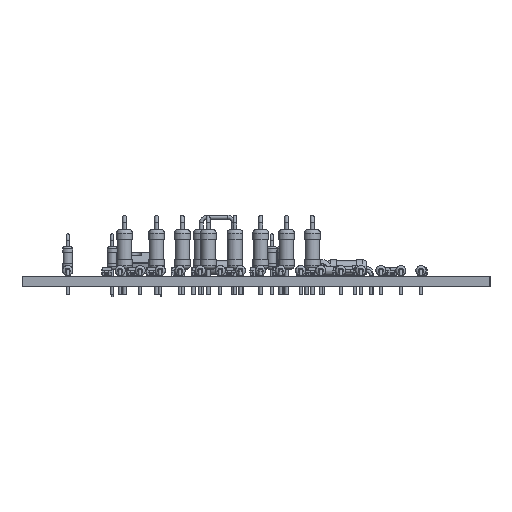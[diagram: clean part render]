
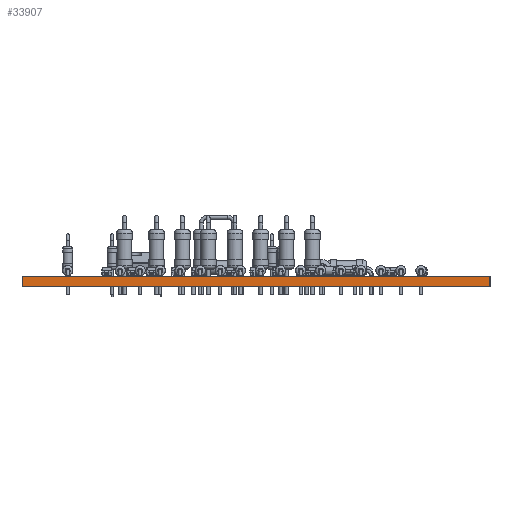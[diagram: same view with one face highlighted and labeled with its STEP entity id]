
A CAD part, left-side view. The second image highlights one B-rep face of the part: STEP entity #33907.
In plain terms, the highlighted planar face has unit normal (-1, -0.001, 0).
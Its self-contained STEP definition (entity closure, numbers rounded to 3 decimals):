
#21732 = PLANE('',#21733);
#21733 = AXIS2_PLACEMENT_3D('',#21734,#21735,#21736);
#21734 = CARTESIAN_POINT('',(77.826,-66.777,0.));
#21735 = DIRECTION('',(0.,1.,-0.));
#21736 = DIRECTION('',(1.,0.,0.));
#21760 = PLANE('',#21761);
#21761 = AXIS2_PLACEMENT_3D('',#21762,#21763,#21764);
#21762 = CARTESIAN_POINT('',(169.11,-103.521,1.6));
#21763 = DIRECTION('',(-0.,-0.,-1.));
#21764 = DIRECTION('',(-1.,0.,0.));
#21814 = PLANE('',#21815);
#21815 = AXIS2_PLACEMENT_3D('',#21816,#21817,#21818);
#21816 = CARTESIAN_POINT('',(169.11,-103.521,0.));
#21817 = DIRECTION('',(-0.,-0.,-1.));
#21818 = DIRECTION('',(-1.,0.,0.));
#21829 = EDGE_CURVE('',#21830,#21832,#21834,.T.);
#21830 = VERTEX_POINT('',#21831);
#21831 = CARTESIAN_POINT('',(77.826,-66.777,0.));
#21832 = VERTEX_POINT('',#21833);
#21833 = CARTESIAN_POINT('',(77.826,-66.777,1.6));
#21834 = SURFACE_CURVE('',#21835,(#21839,#21846),.PCURVE_S1.);
#21835 = LINE('',#21836,#21837);
#21836 = CARTESIAN_POINT('',(77.826,-66.777,0.));
#21837 = VECTOR('',#21838,1.);
#21838 = DIRECTION('',(0.,0.,1.));
#21839 = PCURVE('',#21732,#21840);
#21840 = DEFINITIONAL_REPRESENTATION('',(#21841),#21845);
#21841 = LINE('',#21842,#21843);
#21842 = CARTESIAN_POINT('',(0.,0.));
#21843 = VECTOR('',#21844,1.);
#21844 = DIRECTION('',(0.,-1.));
#21845 = ( GEOMETRIC_REPRESENTATION_CONTEXT(2) 
PARAMETRIC_REPRESENTATION_CONTEXT() REPRESENTATION_CONTEXT('2D SPACE',''
  ) );
#21846 = PCURVE('',#21847,#21852);
#21847 = PLANE('',#21848);
#21848 = AXIS2_PLACEMENT_3D('',#21849,#21850,#21851);
#21849 = CARTESIAN_POINT('',(77.876,-140.259,0.));
#21850 = DIRECTION('',(-1.,-0.001,0.));
#21851 = DIRECTION('',(-0.001,1.,0.));
#21852 = DEFINITIONAL_REPRESENTATION('',(#21853),#21857);
#21853 = LINE('',#21854,#21855);
#21854 = CARTESIAN_POINT('',(73.482,0.));
#21855 = VECTOR('',#21856,1.);
#21856 = DIRECTION('',(0.,-1.));
#21857 = ( GEOMETRIC_REPRESENTATION_CONTEXT(2) 
PARAMETRIC_REPRESENTATION_CONTEXT() REPRESENTATION_CONTEXT('2D SPACE',''
  ) );
#21945 = PLANE('',#21946);
#21946 = AXIS2_PLACEMENT_3D('',#21947,#21948,#21949);
#21947 = CARTESIAN_POINT('',(83.718,-140.284,0.));
#21948 = DIRECTION('',(-0.004,-1.,0.));
#21949 = DIRECTION('',(-1.,0.004,0.));
#21984 = VERTEX_POINT('',#21985);
#21985 = CARTESIAN_POINT('',(77.876,-140.259,0.));
#22006 = EDGE_CURVE('',#21984,#21830,#22007,.T.);
#22007 = SURFACE_CURVE('',#22008,(#22012,#22019),.PCURVE_S1.);
#22008 = LINE('',#22009,#22010);
#22009 = CARTESIAN_POINT('',(77.876,-140.259,0.));
#22010 = VECTOR('',#22011,1.);
#22011 = DIRECTION('',(-0.001,1.,0.));
#22012 = PCURVE('',#21814,#22013);
#22013 = DEFINITIONAL_REPRESENTATION('',(#22014),#22018);
#22014 = LINE('',#22015,#22016);
#22015 = CARTESIAN_POINT('',(91.234,-36.738));
#22016 = VECTOR('',#22017,1.);
#22017 = DIRECTION('',(0.001,1.));
#22018 = ( GEOMETRIC_REPRESENTATION_CONTEXT(2) 
PARAMETRIC_REPRESENTATION_CONTEXT() REPRESENTATION_CONTEXT('2D SPACE',''
  ) );
#22019 = PCURVE('',#21847,#22020);
#22020 = DEFINITIONAL_REPRESENTATION('',(#22021),#22025);
#22021 = LINE('',#22022,#22023);
#22022 = CARTESIAN_POINT('',(0.,0.));
#22023 = VECTOR('',#22024,1.);
#22024 = DIRECTION('',(1.,0.));
#22025 = ( GEOMETRIC_REPRESENTATION_CONTEXT(2) 
PARAMETRIC_REPRESENTATION_CONTEXT() REPRESENTATION_CONTEXT('2D SPACE',''
  ) );
#28404 = VERTEX_POINT('',#28405);
#28405 = CARTESIAN_POINT('',(77.876,-140.259,1.6));
#28426 = EDGE_CURVE('',#28404,#21832,#28427,.T.);
#28427 = SURFACE_CURVE('',#28428,(#28432,#28439),.PCURVE_S1.);
#28428 = LINE('',#28429,#28430);
#28429 = CARTESIAN_POINT('',(77.876,-140.259,1.6));
#28430 = VECTOR('',#28431,1.);
#28431 = DIRECTION('',(-0.001,1.,0.));
#28432 = PCURVE('',#21760,#28433);
#28433 = DEFINITIONAL_REPRESENTATION('',(#28434),#28438);
#28434 = LINE('',#28435,#28436);
#28435 = CARTESIAN_POINT('',(91.234,-36.738));
#28436 = VECTOR('',#28437,1.);
#28437 = DIRECTION('',(0.001,1.));
#28438 = ( GEOMETRIC_REPRESENTATION_CONTEXT(2) 
PARAMETRIC_REPRESENTATION_CONTEXT() REPRESENTATION_CONTEXT('2D SPACE',''
  ) );
#28439 = PCURVE('',#21847,#28440);
#28440 = DEFINITIONAL_REPRESENTATION('',(#28441),#28445);
#28441 = LINE('',#28442,#28443);
#28442 = CARTESIAN_POINT('',(0.,-1.6));
#28443 = VECTOR('',#28444,1.);
#28444 = DIRECTION('',(1.,0.));
#28445 = ( GEOMETRIC_REPRESENTATION_CONTEXT(2) 
PARAMETRIC_REPRESENTATION_CONTEXT() REPRESENTATION_CONTEXT('2D SPACE',''
  ) );
#33907 = ADVANCED_FACE('',(#33908),#21847,.T.);
#33908 = FACE_BOUND('',#33909,.T.);
#33909 = EDGE_LOOP('',(#33910,#33931,#33932,#33933));
#33910 = ORIENTED_EDGE('',*,*,#33911,.T.);
#33911 = EDGE_CURVE('',#21984,#28404,#33912,.T.);
#33912 = SURFACE_CURVE('',#33913,(#33917,#33924),.PCURVE_S1.);
#33913 = LINE('',#33914,#33915);
#33914 = CARTESIAN_POINT('',(77.876,-140.259,0.));
#33915 = VECTOR('',#33916,1.);
#33916 = DIRECTION('',(0.,0.,1.));
#33917 = PCURVE('',#21847,#33918);
#33918 = DEFINITIONAL_REPRESENTATION('',(#33919),#33923);
#33919 = LINE('',#33920,#33921);
#33920 = CARTESIAN_POINT('',(0.,0.));
#33921 = VECTOR('',#33922,1.);
#33922 = DIRECTION('',(0.,-1.));
#33923 = ( GEOMETRIC_REPRESENTATION_CONTEXT(2) 
PARAMETRIC_REPRESENTATION_CONTEXT() REPRESENTATION_CONTEXT('2D SPACE',''
  ) );
#33924 = PCURVE('',#21945,#33925);
#33925 = DEFINITIONAL_REPRESENTATION('',(#33926),#33930);
#33926 = LINE('',#33927,#33928);
#33927 = CARTESIAN_POINT('',(5.842,0.));
#33928 = VECTOR('',#33929,1.);
#33929 = DIRECTION('',(0.,-1.));
#33930 = ( GEOMETRIC_REPRESENTATION_CONTEXT(2) 
PARAMETRIC_REPRESENTATION_CONTEXT() REPRESENTATION_CONTEXT('2D SPACE',''
  ) );
#33931 = ORIENTED_EDGE('',*,*,#28426,.T.);
#33932 = ORIENTED_EDGE('',*,*,#21829,.F.);
#33933 = ORIENTED_EDGE('',*,*,#22006,.F.);
